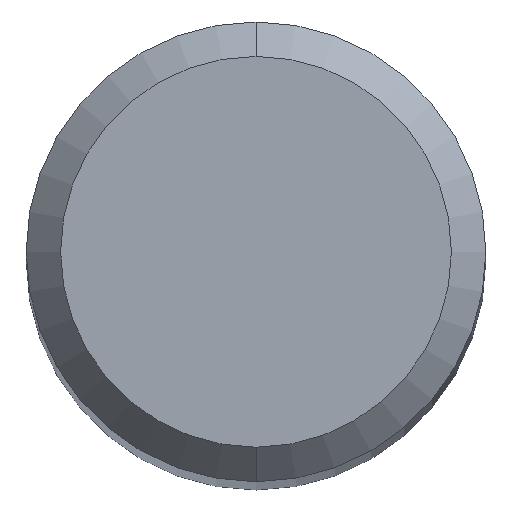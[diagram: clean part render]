
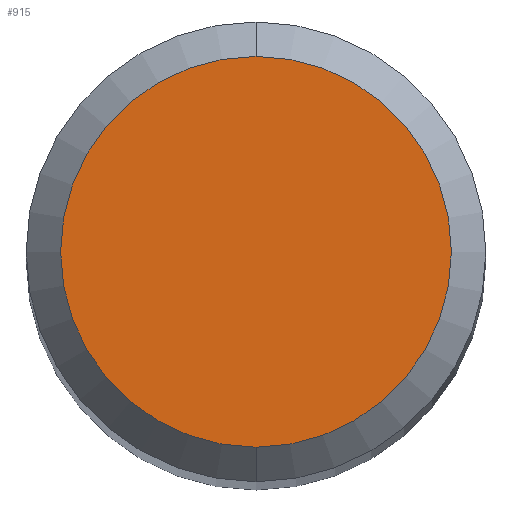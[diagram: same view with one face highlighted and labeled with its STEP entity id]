
A CAD part, top view. The second image highlights one B-rep face of the part: STEP entity #915.
In plain terms, the highlighted planar face has unit normal (0, 0, 1).
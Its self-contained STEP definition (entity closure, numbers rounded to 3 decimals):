
#479=EDGE_CURVE('',#651,#1101,#1261,.T.);
#651=VERTEX_POINT('',#1447);
#915=ADVANCED_FACE('',(#1736),#1737,.T.);
#971=EDGE_CURVE('',#1101,#651,#1797,.T.);
#1101=VERTEX_POINT('',#1934);
#1261=CIRCLE('',#2365,1.7);
#1447=CARTESIAN_POINT('',(0.,-1.7,0.0));
#1736=FACE_OUTER_BOUND('',#4304,.T.);
#1737=PLANE('',#4305);
#1797=CIRCLE('',#4551,1.7);
#1934=CARTESIAN_POINT('',(0.0,1.7,0.0));
#2365=AXIS2_PLACEMENT_3D('',#5277,#5278,#5279);
#4304=EDGE_LOOP('',(#5798,#5799));
#4305=AXIS2_PLACEMENT_3D('',#5800,#5801,#5802);
#4551=AXIS2_PLACEMENT_3D('',#5863,#5864,#5865);
#5277=CARTESIAN_POINT('',(0.0,0.0,0.0));
#5278=DIRECTION('',(0.0,0.0,-1.0));
#5279=DIRECTION('',(0.0,1.0,0.0));
#5798=ORIENTED_EDGE('',*,*,#971,.F.);
#5799=ORIENTED_EDGE('',*,*,#479,.F.);
#5800=CARTESIAN_POINT('',(0.0,0.85,0.0));
#5801=DIRECTION('',(-0.0,0.0,1.0));
#5802=DIRECTION('',(0.0,-1.0,0.0));
#5863=CARTESIAN_POINT('',(0.0,0.0,0.0));
#5864=DIRECTION('',(0.0,0.0,-1.0));
#5865=DIRECTION('',(0.0,1.0,0.0));
